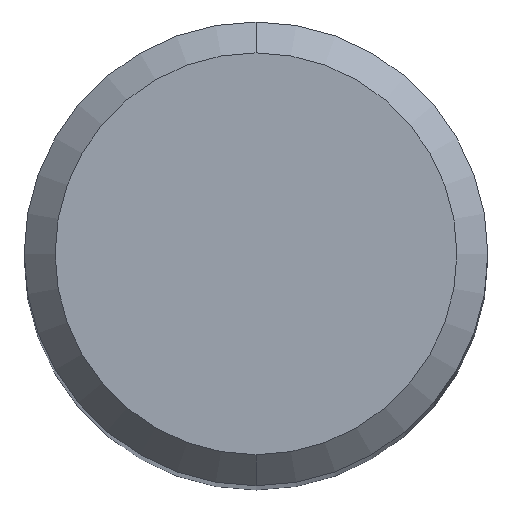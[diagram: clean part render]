
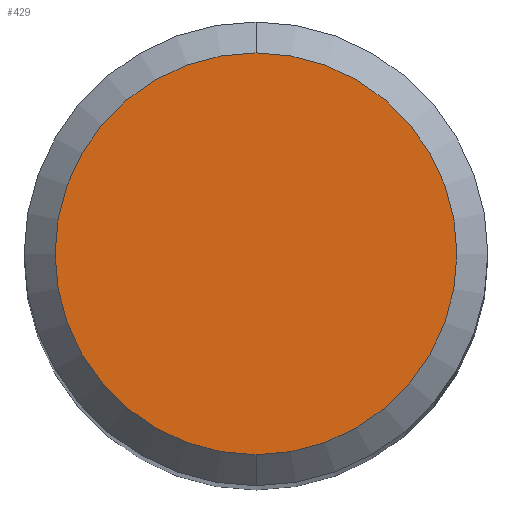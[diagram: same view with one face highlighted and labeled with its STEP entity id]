
A CAD part, top view. The second image highlights one B-rep face of the part: STEP entity #429.
In plain terms, the highlighted planar face has unit normal (0, 0, 1).
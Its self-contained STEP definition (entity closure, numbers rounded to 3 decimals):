
#241=EDGE_CURVE('',#321,#365,#563,.T.);
#313=EDGE_CURVE('',#365,#321,#641,.T.);
#321=VERTEX_POINT('',#650);
#365=VERTEX_POINT('',#702);
#429=ADVANCED_FACE('',(#771),#772,.T.);
#563=CIRCLE('',#951,2.6);
#641=CIRCLE('',#1129,2.6);
#650=CARTESIAN_POINT('',(0.0,2.6,0.0));
#702=CARTESIAN_POINT('',(0.,-2.6,0.0));
#771=FACE_OUTER_BOUND('',#1369,.T.);
#772=PLANE('',#1370);
#951=AXIS2_PLACEMENT_3D('',#1559,#1560,#1561);
#1129=AXIS2_PLACEMENT_3D('',#1628,#1629,#1630);
#1369=EDGE_LOOP('',(#1786,#1787));
#1370=AXIS2_PLACEMENT_3D('',#1788,#1789,#1790);
#1559=CARTESIAN_POINT('',(0.0,0.0,0.0));
#1560=DIRECTION('',(0.0,0.0,-1.0));
#1561=DIRECTION('',(0.0,1.0,0.0));
#1628=CARTESIAN_POINT('',(0.0,0.0,0.0));
#1629=DIRECTION('',(0.0,0.0,-1.0));
#1630=DIRECTION('',(0.0,1.0,0.0));
#1786=ORIENTED_EDGE('',*,*,#241,.F.);
#1787=ORIENTED_EDGE('',*,*,#313,.F.);
#1788=CARTESIAN_POINT('',(0.0,1.3,0.0));
#1789=DIRECTION('',(-0.0,0.0,1.0));
#1790=DIRECTION('',(0.0,-1.0,0.0));
